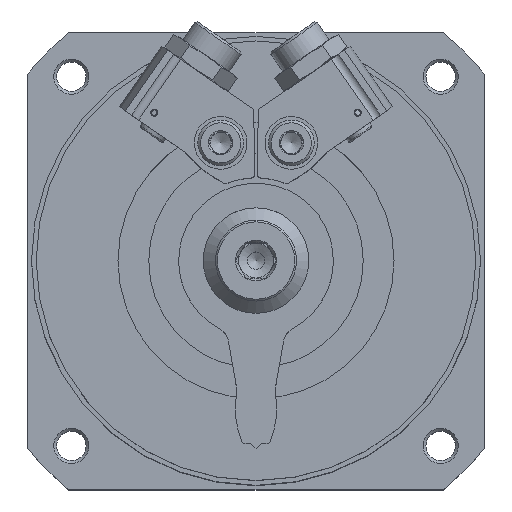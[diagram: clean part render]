
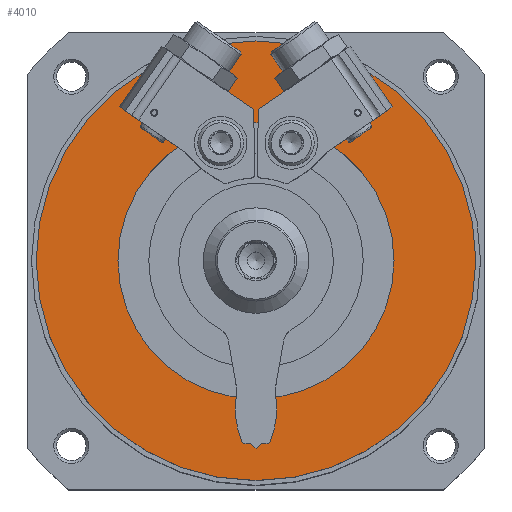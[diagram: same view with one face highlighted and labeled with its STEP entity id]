
A CAD part, top view. The second image highlights one B-rep face of the part: STEP entity #4010.
In plain terms, the highlighted face is planar.
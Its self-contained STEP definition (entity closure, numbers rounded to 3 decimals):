
#182=PLANE('',#4445);
#856=ORIENTED_EDGE('',*,*,#1848,.F.);
#857=ORIENTED_EDGE('',*,*,#1849,.T.);
#1848=EDGE_CURVE('',#2356,#2356,#2741,.T.);
#1849=EDGE_CURVE('',#2357,#2357,#2742,.T.);
#2356=VERTEX_POINT('',#6481);
#2357=VERTEX_POINT('',#6483);
#2741=CIRCLE('',#4446,62.5);
#2742=CIRCLE('',#4447,39.25);
#3026=EDGE_LOOP('',(#856));
#3027=EDGE_LOOP('',(#857));
#3479=FACE_BOUND('',#3026,.T.);
#3480=FACE_BOUND('',#3027,.T.);
#4010=ADVANCED_FACE('',(#3479,#3480),#182,.F.);
#4445=AXIS2_PLACEMENT_3D('',#6479,#5102,#5103);
#4446=AXIS2_PLACEMENT_3D('',#6480,#5104,#5105);
#4447=AXIS2_PLACEMENT_3D('',#6482,#5106,#5107);
#5102=DIRECTION('',(1.,0.,0.));
#5103=DIRECTION('',(0.,0.,-1.));
#5104=DIRECTION('',(1.,0.,0.));
#5105=DIRECTION('',(0.,0.,-1.));
#5106=DIRECTION('',(1.,0.,0.));
#5107=DIRECTION('',(0.,0.,-1.));
#6479=CARTESIAN_POINT('',(-114.,0.,0.));
#6480=CARTESIAN_POINT('',(-114.,0.,0.));
#6481=CARTESIAN_POINT('',(-114.,0.,-62.5));
#6482=CARTESIAN_POINT('',(-114.,0.,0.));
#6483=CARTESIAN_POINT('',(-114.,0.,-39.25));
